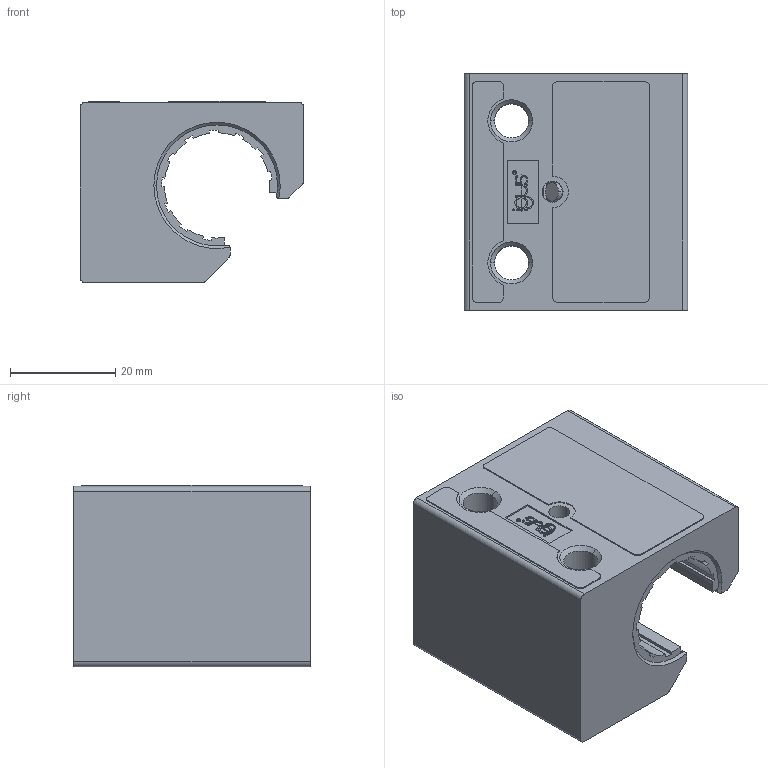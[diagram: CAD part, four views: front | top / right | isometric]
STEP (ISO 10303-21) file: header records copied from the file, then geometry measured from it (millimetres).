
FILE_DESCRIPTION(('HOOPS Exchange Step'),'2;1');
FILE_NAME('export-A9DAEA61-2E91-460D-92E5-15D74C879734.stp','2022-03-23T08:57:39+01:00',('Engineering'),('Alibre'),'HOOPS Exchange 2021.0','Alibre','Unknown authorisation');
FILE_SCHEMA( ('AP242_MANAGED_MODEL_BASED_3D_ENGINEERING_MIM_LF {1 0 10303 442 1 1 4 }') );
Length unit declared in the file: millimetre
Products named in the file (1): 129 DryLin W Pillow Block WJ200UM-01-20
Bounding box: 42.5 x 45 x 34.5 mm (x, y, z)
Volume: 33305.8 mm3; surface area: 14451.6 mm2
Topology: 1 solids, 1 shells, 289 faces, 812 edges, 536 vertices
Faces by surface type: plane 156, cylinder 119, cone 14
Entity records: 9802 total; most frequent: CARTESIAN_POINT 1837, DIRECTION 1640, ORIENTED_EDGE 1624, EDGE_CURVE 812, VECTOR 550, LINE 550, AXIS2_PLACEMENT_3D 545, VERTEX_POINT 536
